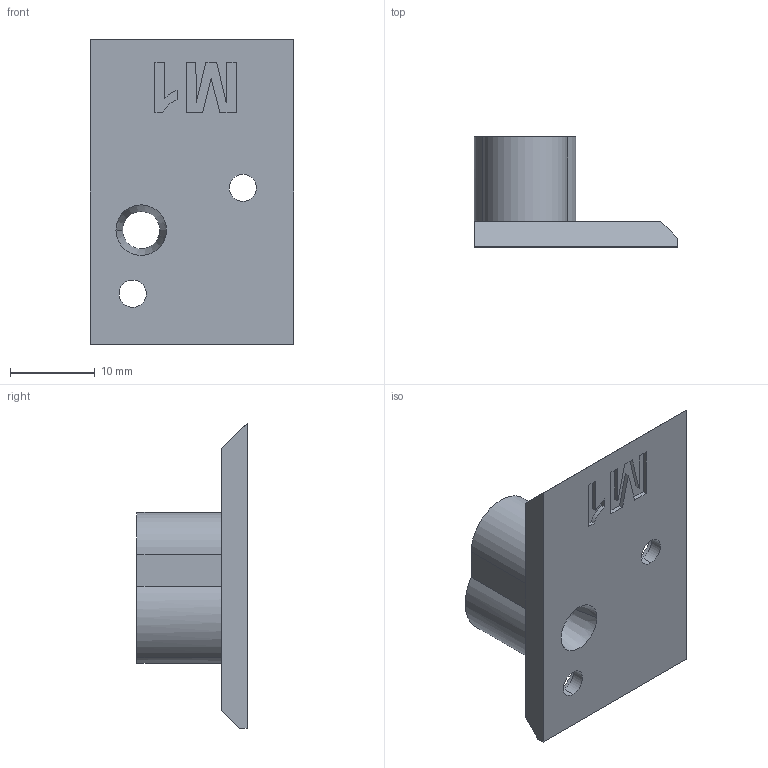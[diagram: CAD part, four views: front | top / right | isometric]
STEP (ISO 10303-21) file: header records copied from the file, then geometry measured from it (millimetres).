
FILE_DESCRIPTION (( 'STEP AP214' ), '1' );
FILE_NAME ('mmu2-filament-sensor-cover(M1).STEP', '2018-08-31T12:42:32', ( '' ), ( '' ), 'SwSTEP 2.0', 'SolidWorks 2017', '' );
FILE_SCHEMA (( 'AUTOMOTIVE_DESIGN' ));
Length unit declared in the file: millimetre
Products named in the file (1): mmu2-filament-sensor-cover(M1)
Bounding box: 24 x 13 x 36 mm (x, y, z)
Volume: 3514.6 mm3; surface area: 2742.9 mm2
Topology: 1 solids, 1 shells, 53 faces, 142 edges, 95 vertices
Faces by surface type: plane 34, cylinder 15, cone 2, bspline 2
Entity records: 1766 total; most frequent: CARTESIAN_POINT 392, ORIENTED_EDGE 280, DIRECTION 270, EDGE_CURVE 140, VERTEX_POINT 93, VECTOR 92, LINE 92, AXIS2_PLACEMENT_3D 89
